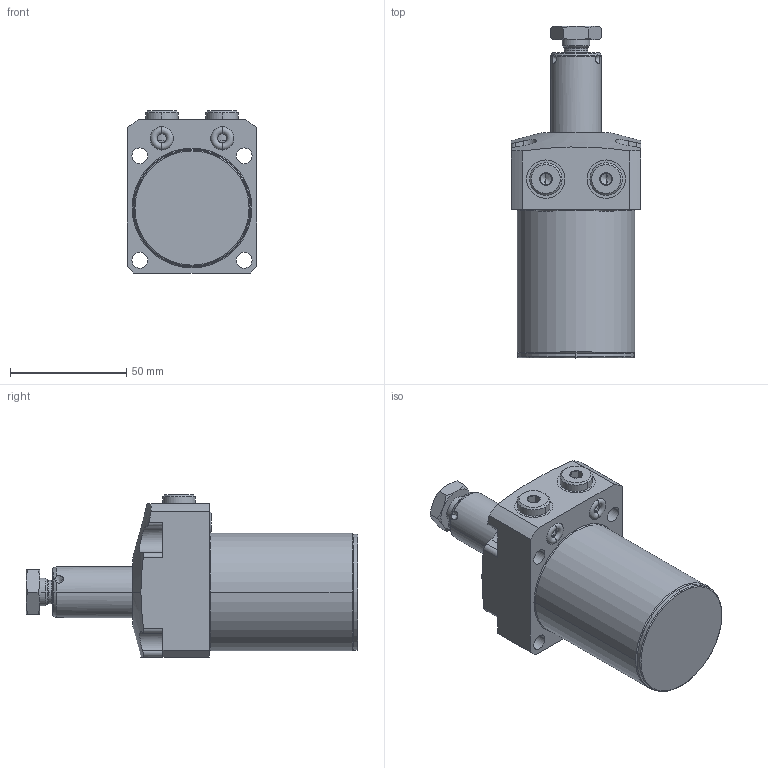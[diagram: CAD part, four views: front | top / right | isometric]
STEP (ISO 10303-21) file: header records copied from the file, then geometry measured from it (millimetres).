
FILE_DESCRIPTION((''),'2;1');
FILE_NAME('ILCML1404000L','2013-08-06T',('QAM'),(''),'PRO/ENGINEER BY PARAMETRIC TECHNOLOGY CORPORATION, 2007460','PRO/ENGINEER BY PARAMETRIC TECHNOLOGY CORPORATION, 2007460','');
FILE_SCHEMA(('AUTOMOTIVE_DESIGN_CC2 { 1 2 10303 214 -1 1 5 2 }'));
Length unit declared in the file: millimetre
Products named in the file (1): ILCML1404000L
Bounding box: 56 x 143 x 69.81 mm (x, y, z)
Volume: 248946.2 mm3; surface area: 32477.4 mm2
Topology: 3 solids, 7 shells, 215 faces, 524 edges, 325 vertices
Faces by surface type: cylinder 70, plane 68, cone 56, torus 21
Entity records: 8313 total; most frequent: CARTESIAN_POINT 1546, DIRECTION 1096, ORIENTED_EDGE 1012, PRESENTATION_STYLE_ASSIGNMENT 521, STYLED_ITEM 521, CURVE_STYLE 514, EDGE_CURVE 514, AXIS2_PLACEMENT_3D 448
